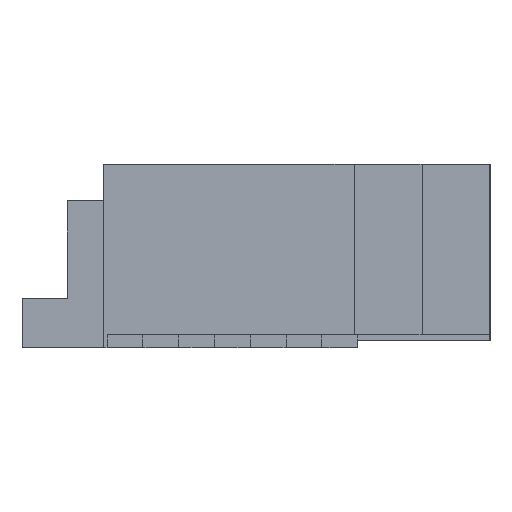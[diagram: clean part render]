
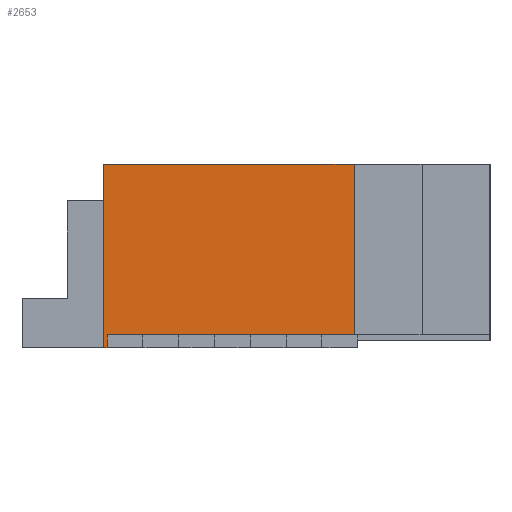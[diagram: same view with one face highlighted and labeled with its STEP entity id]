
A CAD part, left-side view. The second image highlights one B-rep face of the part: STEP entity #2653.
In plain terms, the highlighted planar face has unit normal (-1, 0, 0).
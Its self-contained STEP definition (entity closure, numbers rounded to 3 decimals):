
#40 = VERTEX_POINT('',#41);
#41 = CARTESIAN_POINT('',(-16.935,0.8,2.56));
#47 = EDGE_CURVE('',#48,#40,#50,.T.);
#48 = VERTEX_POINT('',#49);
#49 = CARTESIAN_POINT('',(-16.935,0.8,0.));
#50 = LINE('',#51,#52);
#51 = CARTESIAN_POINT('',(-16.935,0.8,0.));
#52 = VECTOR('',#53,1.);
#53 = DIRECTION('',(0.,0.,1.));
#984 = VERTEX_POINT('',#985);
#985 = CARTESIAN_POINT('',(-16.935,0.75,0.));
#991 = EDGE_CURVE('',#48,#984,#992,.T.);
#992 = LINE('',#993,#994);
#993 = CARTESIAN_POINT('',(-16.935,0.8,0.));
#994 = VECTOR('',#995,1.);
#995 = DIRECTION('',(0.,-1.,0.));
#2653 = ADVANCED_FACE('',(#2654),#2688,.F.);
#2654 = FACE_BOUND('',#2655,.F.);
#2655 = EDGE_LOOP('',(#2656,#2657,#2658,#2666,#2674,#2682));
#2656 = ORIENTED_EDGE('',*,*,#991,.F.);
#2657 = ORIENTED_EDGE('',*,*,#47,.T.);
#2658 = ORIENTED_EDGE('',*,*,#2659,.T.);
#2659 = EDGE_CURVE('',#40,#2660,#2662,.T.);
#2660 = VERTEX_POINT('',#2661);
#2661 = CARTESIAN_POINT('',(-16.935,-2.7,2.56));
#2662 = LINE('',#2663,#2664);
#2663 = CARTESIAN_POINT('',(-16.935,0.8,2.56));
#2664 = VECTOR('',#2665,1.);
#2665 = DIRECTION('',(0.,-1.,0.));
#2666 = ORIENTED_EDGE('',*,*,#2667,.F.);
#2667 = EDGE_CURVE('',#2668,#2660,#2670,.T.);
#2668 = VERTEX_POINT('',#2669);
#2669 = CARTESIAN_POINT('',(-16.935,-2.7,0.18));
#2670 = LINE('',#2671,#2672);
#2671 = CARTESIAN_POINT('',(-16.935,-2.7,0.));
#2672 = VECTOR('',#2673,1.);
#2673 = DIRECTION('',(0.,0.,1.));
#2674 = ORIENTED_EDGE('',*,*,#2675,.F.);
#2675 = EDGE_CURVE('',#2676,#2668,#2678,.T.);
#2676 = VERTEX_POINT('',#2677);
#2677 = CARTESIAN_POINT('',(-16.935,0.75,0.18));
#2678 = LINE('',#2679,#2680);
#2679 = CARTESIAN_POINT('',(-16.935,-0.1,0.18));
#2680 = VECTOR('',#2681,1.);
#2681 = DIRECTION('',(0.,-1.,0.));
#2682 = ORIENTED_EDGE('',*,*,#2683,.T.);
#2683 = EDGE_CURVE('',#2676,#984,#2684,.T.);
#2684 = LINE('',#2685,#2686);
#2685 = CARTESIAN_POINT('',(-16.935,0.75,0.));
#2686 = VECTOR('',#2687,1.);
#2687 = DIRECTION('',(-0.,0.,-1.));
#2688 = PLANE('',#2689);
#2689 = AXIS2_PLACEMENT_3D('',#2690,#2691,#2692);
#2690 = CARTESIAN_POINT('',(-16.935,0.8,0.));
#2691 = DIRECTION('',(1.,0.,0.));
#2692 = DIRECTION('',(0.,-1.,0.));
